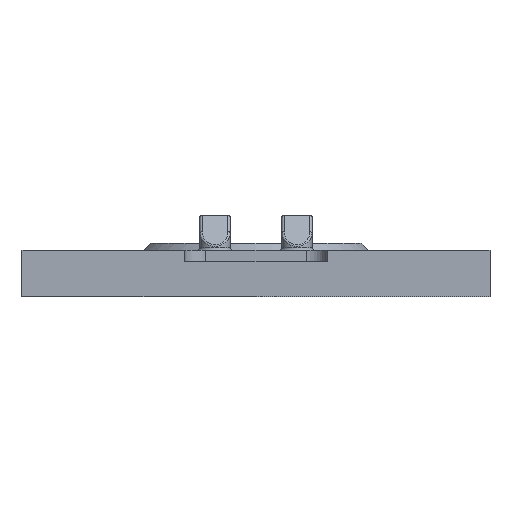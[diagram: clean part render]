
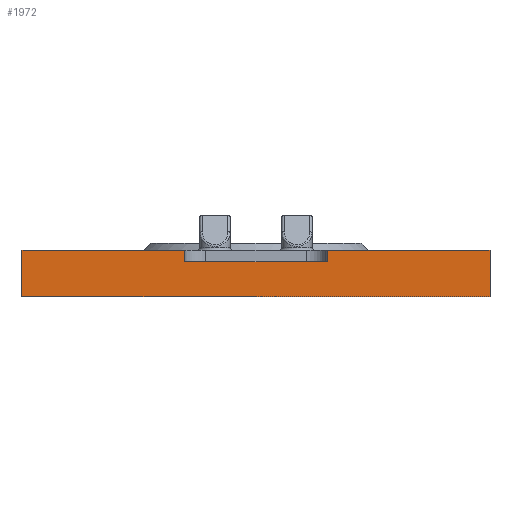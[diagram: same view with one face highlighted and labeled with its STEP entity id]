
A CAD part, front view. The second image highlights one B-rep face of the part: STEP entity #1972.
In plain terms, the highlighted planar face has unit normal (0, -1, 0).
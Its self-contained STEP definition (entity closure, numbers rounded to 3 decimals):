
#45 = PLANE('',#46);
#46 = AXIS2_PLACEMENT_3D('',#47,#48,#49);
#47 = CARTESIAN_POINT('',(0.,-50.,0.));
#48 = DIRECTION('',(0.,0.,1.));
#49 = DIRECTION('',(1.,0.,0.));
#592 = EDGE_CURVE('',#593,#595,#597,.T.);
#593 = VERTEX_POINT('',#594);
#594 = CARTESIAN_POINT('',(30.5,-170.,0.));
#595 = VERTEX_POINT('',#596);
#596 = CARTESIAN_POINT('',(100.,-170.,0.));
#597 = SURFACE_CURVE('',#598,(#602,#609),.PCURVE_S1.);
#598 = LINE('',#599,#600);
#599 = CARTESIAN_POINT('',(-100.,-170.,0.));
#600 = VECTOR('',#601,1.);
#601 = DIRECTION('',(1.,0.,0.));
#602 = PCURVE('',#45,#603);
#603 = DEFINITIONAL_REPRESENTATION('',(#604),#608);
#604 = LINE('',#605,#606);
#605 = CARTESIAN_POINT('',(-100.,-120.));
#606 = VECTOR('',#607,1.);
#607 = DIRECTION('',(1.,0.));
#608 = ( GEOMETRIC_REPRESENTATION_CONTEXT(2) 
PARAMETRIC_REPRESENTATION_CONTEXT() REPRESENTATION_CONTEXT('2D SPACE',''
  ) );
#609 = PCURVE('',#610,#615);
#610 = PLANE('',#611);
#611 = AXIS2_PLACEMENT_3D('',#612,#613,#614);
#612 = CARTESIAN_POINT('',(-100.,-170.,0.));
#613 = DIRECTION('',(0.,-1.,0.));
#614 = DIRECTION('',(1.,0.,0.));
#615 = DEFINITIONAL_REPRESENTATION('',(#616),#620);
#616 = LINE('',#617,#618);
#617 = CARTESIAN_POINT('',(0.,0.));
#618 = VECTOR('',#619,1.);
#619 = DIRECTION('',(1.,0.));
#620 = ( GEOMETRIC_REPRESENTATION_CONTEXT(2) 
PARAMETRIC_REPRESENTATION_CONTEXT() REPRESENTATION_CONTEXT('2D SPACE',''
  ) );
#638 = PLANE('',#639);
#639 = AXIS2_PLACEMENT_3D('',#640,#641,#642);
#640 = CARTESIAN_POINT('',(100.,-170.,0.));
#641 = DIRECTION('',(1.,0.,0.));
#642 = DIRECTION('',(0.,1.,0.));
#679 = VERTEX_POINT('',#680);
#680 = CARTESIAN_POINT('',(-100.,-170.,0.));
#694 = PLANE('',#695);
#695 = AXIS2_PLACEMENT_3D('',#696,#697,#698);
#696 = CARTESIAN_POINT('',(-100.,70.,0.));
#697 = DIRECTION('',(-1.,0.,0.));
#698 = DIRECTION('',(0.,-1.,0.));
#706 = EDGE_CURVE('',#679,#707,#709,.T.);
#707 = VERTEX_POINT('',#708);
#708 = CARTESIAN_POINT('',(-30.5,-170.,0.));
#709 = SURFACE_CURVE('',#710,(#714,#721),.PCURVE_S1.);
#710 = LINE('',#711,#712);
#711 = CARTESIAN_POINT('',(-100.,-170.,0.));
#712 = VECTOR('',#713,1.);
#713 = DIRECTION('',(1.,0.,0.));
#714 = PCURVE('',#45,#715);
#715 = DEFINITIONAL_REPRESENTATION('',(#716),#720);
#716 = LINE('',#717,#718);
#717 = CARTESIAN_POINT('',(-100.,-120.));
#718 = VECTOR('',#719,1.);
#719 = DIRECTION('',(1.,0.));
#720 = ( GEOMETRIC_REPRESENTATION_CONTEXT(2) 
PARAMETRIC_REPRESENTATION_CONTEXT() REPRESENTATION_CONTEXT('2D SPACE',''
  ) );
#721 = PCURVE('',#610,#722);
#722 = DEFINITIONAL_REPRESENTATION('',(#723),#727);
#723 = LINE('',#724,#725);
#724 = CARTESIAN_POINT('',(0.,0.));
#725 = VECTOR('',#726,1.);
#726 = DIRECTION('',(1.,0.));
#727 = ( GEOMETRIC_REPRESENTATION_CONTEXT(2) 
PARAMETRIC_REPRESENTATION_CONTEXT() REPRESENTATION_CONTEXT('2D SPACE',''
  ) );
#745 = PLANE('',#746);
#746 = AXIS2_PLACEMENT_3D('',#747,#748,#749);
#747 = CARTESIAN_POINT('',(-30.5,-127.,0.));
#748 = DIRECTION('',(-1.,0.,0.));
#749 = DIRECTION('',(0.,-1.,0.));
#857 = PLANE('',#858);
#858 = AXIS2_PLACEMENT_3D('',#859,#860,#861);
#859 = CARTESIAN_POINT('',(30.5,-172.119,0.));
#860 = DIRECTION('',(1.,0.,0.));
#861 = DIRECTION('',(0.,1.,0.));
#1972 = ADVANCED_FACE('',(#1973),#610,.T.);
#1973 = FACE_BOUND('',#1974,.T.);
#1974 = EDGE_LOOP('',(#1975,#1976,#1999,#2027,#2048,#2049,#2072,#2100));
#1975 = ORIENTED_EDGE('',*,*,#706,.F.);
#1976 = ORIENTED_EDGE('',*,*,#1977,.T.);
#1977 = EDGE_CURVE('',#679,#1978,#1980,.T.);
#1978 = VERTEX_POINT('',#1979);
#1979 = CARTESIAN_POINT('',(-100.,-170.,-20.));
#1980 = SURFACE_CURVE('',#1981,(#1985,#1992),.PCURVE_S1.);
#1981 = LINE('',#1982,#1983);
#1982 = CARTESIAN_POINT('',(-100.,-170.,0.));
#1983 = VECTOR('',#1984,1.);
#1984 = DIRECTION('',(-0.,-0.,-1.));
#1985 = PCURVE('',#610,#1986);
#1986 = DEFINITIONAL_REPRESENTATION('',(#1987),#1991);
#1987 = LINE('',#1988,#1989);
#1988 = CARTESIAN_POINT('',(0.,0.));
#1989 = VECTOR('',#1990,1.);
#1990 = DIRECTION('',(0.,-1.));
#1991 = ( GEOMETRIC_REPRESENTATION_CONTEXT(2) 
PARAMETRIC_REPRESENTATION_CONTEXT() REPRESENTATION_CONTEXT('2D SPACE',''
  ) );
#1992 = PCURVE('',#694,#1993);
#1993 = DEFINITIONAL_REPRESENTATION('',(#1994),#1998);
#1994 = LINE('',#1995,#1996);
#1995 = CARTESIAN_POINT('',(240.,0.));
#1996 = VECTOR('',#1997,1.);
#1997 = DIRECTION('',(0.,-1.));
#1998 = ( GEOMETRIC_REPRESENTATION_CONTEXT(2) 
PARAMETRIC_REPRESENTATION_CONTEXT() REPRESENTATION_CONTEXT('2D SPACE',''
  ) );
#1999 = ORIENTED_EDGE('',*,*,#2000,.T.);
#2000 = EDGE_CURVE('',#1978,#2001,#2003,.T.);
#2001 = VERTEX_POINT('',#2002);
#2002 = CARTESIAN_POINT('',(100.,-170.,-20.));
#2003 = SURFACE_CURVE('',#2004,(#2008,#2015),.PCURVE_S1.);
#2004 = LINE('',#2005,#2006);
#2005 = CARTESIAN_POINT('',(-100.,-170.,-20.));
#2006 = VECTOR('',#2007,1.);
#2007 = DIRECTION('',(1.,0.,0.));
#2008 = PCURVE('',#610,#2009);
#2009 = DEFINITIONAL_REPRESENTATION('',(#2010),#2014);
#2010 = LINE('',#2011,#2012);
#2011 = CARTESIAN_POINT('',(0.,-20.));
#2012 = VECTOR('',#2013,1.);
#2013 = DIRECTION('',(1.,0.));
#2014 = ( GEOMETRIC_REPRESENTATION_CONTEXT(2) 
PARAMETRIC_REPRESENTATION_CONTEXT() REPRESENTATION_CONTEXT('2D SPACE',''
  ) );
#2015 = PCURVE('',#2016,#2021);
#2016 = PLANE('',#2017);
#2017 = AXIS2_PLACEMENT_3D('',#2018,#2019,#2020);
#2018 = CARTESIAN_POINT('',(0.,-50.,-20.));
#2019 = DIRECTION('',(0.,0.,1.));
#2020 = DIRECTION('',(1.,0.,0.));
#2021 = DEFINITIONAL_REPRESENTATION('',(#2022),#2026);
#2022 = LINE('',#2023,#2024);
#2023 = CARTESIAN_POINT('',(-100.,-120.));
#2024 = VECTOR('',#2025,1.);
#2025 = DIRECTION('',(1.,0.));
#2026 = ( GEOMETRIC_REPRESENTATION_CONTEXT(2) 
PARAMETRIC_REPRESENTATION_CONTEXT() REPRESENTATION_CONTEXT('2D SPACE',''
  ) );
#2027 = ORIENTED_EDGE('',*,*,#2028,.F.);
#2028 = EDGE_CURVE('',#595,#2001,#2029,.T.);
#2029 = SURFACE_CURVE('',#2030,(#2034,#2041),.PCURVE_S1.);
#2030 = LINE('',#2031,#2032);
#2031 = CARTESIAN_POINT('',(100.,-170.,0.));
#2032 = VECTOR('',#2033,1.);
#2033 = DIRECTION('',(-0.,-0.,-1.));
#2034 = PCURVE('',#610,#2035);
#2035 = DEFINITIONAL_REPRESENTATION('',(#2036),#2040);
#2036 = LINE('',#2037,#2038);
#2037 = CARTESIAN_POINT('',(200.,0.));
#2038 = VECTOR('',#2039,1.);
#2039 = DIRECTION('',(0.,-1.));
#2040 = ( GEOMETRIC_REPRESENTATION_CONTEXT(2) 
PARAMETRIC_REPRESENTATION_CONTEXT() REPRESENTATION_CONTEXT('2D SPACE',''
  ) );
#2041 = PCURVE('',#638,#2042);
#2042 = DEFINITIONAL_REPRESENTATION('',(#2043),#2047);
#2043 = LINE('',#2044,#2045);
#2044 = CARTESIAN_POINT('',(0.,0.));
#2045 = VECTOR('',#2046,1.);
#2046 = DIRECTION('',(0.,-1.));
#2047 = ( GEOMETRIC_REPRESENTATION_CONTEXT(2) 
PARAMETRIC_REPRESENTATION_CONTEXT() REPRESENTATION_CONTEXT('2D SPACE',''
  ) );
#2048 = ORIENTED_EDGE('',*,*,#592,.F.);
#2049 = ORIENTED_EDGE('',*,*,#2050,.F.);
#2050 = EDGE_CURVE('',#2051,#593,#2053,.T.);
#2051 = VERTEX_POINT('',#2052);
#2052 = CARTESIAN_POINT('',(30.5,-170.,-5.));
#2053 = SURFACE_CURVE('',#2054,(#2058,#2065),.PCURVE_S1.);
#2054 = LINE('',#2055,#2056);
#2055 = CARTESIAN_POINT('',(30.5,-170.,0.));
#2056 = VECTOR('',#2057,1.);
#2057 = DIRECTION('',(0.,0.,1.));
#2058 = PCURVE('',#610,#2059);
#2059 = DEFINITIONAL_REPRESENTATION('',(#2060),#2064);
#2060 = LINE('',#2061,#2062);
#2061 = CARTESIAN_POINT('',(130.5,0.));
#2062 = VECTOR('',#2063,1.);
#2063 = DIRECTION('',(0.,1.));
#2064 = ( GEOMETRIC_REPRESENTATION_CONTEXT(2) 
PARAMETRIC_REPRESENTATION_CONTEXT() REPRESENTATION_CONTEXT('2D SPACE',''
  ) );
#2065 = PCURVE('',#857,#2066);
#2066 = DEFINITIONAL_REPRESENTATION('',(#2067),#2071);
#2067 = LINE('',#2068,#2069);
#2068 = CARTESIAN_POINT('',(2.119,0.));
#2069 = VECTOR('',#2070,1.);
#2070 = DIRECTION('',(0.,1.));
#2071 = ( GEOMETRIC_REPRESENTATION_CONTEXT(2) 
PARAMETRIC_REPRESENTATION_CONTEXT() REPRESENTATION_CONTEXT('2D SPACE',''
  ) );
#2072 = ORIENTED_EDGE('',*,*,#2073,.T.);
#2073 = EDGE_CURVE('',#2051,#2074,#2076,.T.);
#2074 = VERTEX_POINT('',#2075);
#2075 = CARTESIAN_POINT('',(-30.5,-170.,-5.));
#2076 = SURFACE_CURVE('',#2077,(#2081,#2088),.PCURVE_S1.);
#2077 = LINE('',#2078,#2079);
#2078 = CARTESIAN_POINT('',(-50.,-170.,-5.));
#2079 = VECTOR('',#2080,1.);
#2080 = DIRECTION('',(-1.,0.,0.));
#2081 = PCURVE('',#610,#2082);
#2082 = DEFINITIONAL_REPRESENTATION('',(#2083),#2087);
#2083 = LINE('',#2084,#2085);
#2084 = CARTESIAN_POINT('',(50.,-5.));
#2085 = VECTOR('',#2086,1.);
#2086 = DIRECTION('',(-1.,0.));
#2087 = ( GEOMETRIC_REPRESENTATION_CONTEXT(2) 
PARAMETRIC_REPRESENTATION_CONTEXT() REPRESENTATION_CONTEXT('2D SPACE',''
  ) );
#2088 = PCURVE('',#2089,#2094);
#2089 = PLANE('',#2090);
#2090 = AXIS2_PLACEMENT_3D('',#2091,#2092,#2093);
#2091 = CARTESIAN_POINT('',(0.,-95.897,-5.));
#2092 = DIRECTION('',(0.,0.,1.));
#2093 = DIRECTION('',(1.,0.,0.));
#2094 = DEFINITIONAL_REPRESENTATION('',(#2095),#2099);
#2095 = LINE('',#2096,#2097);
#2096 = CARTESIAN_POINT('',(-50.,-74.103));
#2097 = VECTOR('',#2098,1.);
#2098 = DIRECTION('',(-1.,0.));
#2099 = ( GEOMETRIC_REPRESENTATION_CONTEXT(2) 
PARAMETRIC_REPRESENTATION_CONTEXT() REPRESENTATION_CONTEXT('2D SPACE',''
  ) );
#2100 = ORIENTED_EDGE('',*,*,#2101,.F.);
#2101 = EDGE_CURVE('',#707,#2074,#2102,.T.);
#2102 = SURFACE_CURVE('',#2103,(#2107,#2114),.PCURVE_S1.);
#2103 = LINE('',#2104,#2105);
#2104 = CARTESIAN_POINT('',(-30.5,-170.,0.));
#2105 = VECTOR('',#2106,1.);
#2106 = DIRECTION('',(-0.,-0.,-1.));
#2107 = PCURVE('',#610,#2108);
#2108 = DEFINITIONAL_REPRESENTATION('',(#2109),#2113);
#2109 = LINE('',#2110,#2111);
#2110 = CARTESIAN_POINT('',(69.5,0.));
#2111 = VECTOR('',#2112,1.);
#2112 = DIRECTION('',(0.,-1.));
#2113 = ( GEOMETRIC_REPRESENTATION_CONTEXT(2) 
PARAMETRIC_REPRESENTATION_CONTEXT() REPRESENTATION_CONTEXT('2D SPACE',''
  ) );
#2114 = PCURVE('',#745,#2115);
#2115 = DEFINITIONAL_REPRESENTATION('',(#2116),#2120);
#2116 = LINE('',#2117,#2118);
#2117 = CARTESIAN_POINT('',(43.,0.));
#2118 = VECTOR('',#2119,1.);
#2119 = DIRECTION('',(0.,-1.));
#2120 = ( GEOMETRIC_REPRESENTATION_CONTEXT(2) 
PARAMETRIC_REPRESENTATION_CONTEXT() REPRESENTATION_CONTEXT('2D SPACE',''
  ) );
